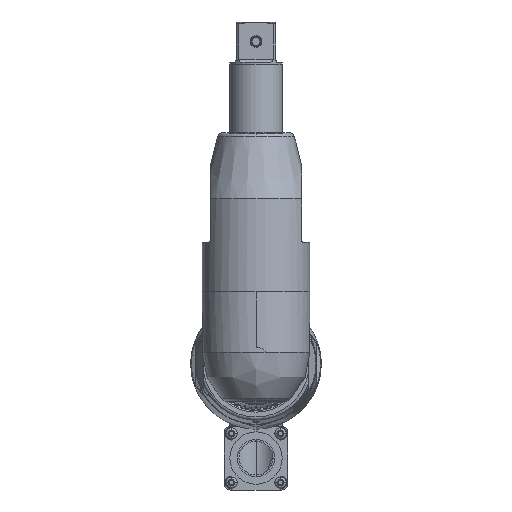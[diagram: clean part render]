
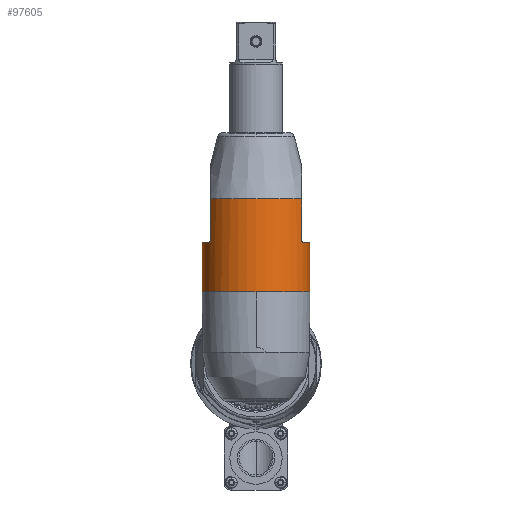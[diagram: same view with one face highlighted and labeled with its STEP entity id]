
A CAD part, left-side view. The second image highlights one B-rep face of the part: STEP entity #97605.
In plain terms, the highlighted cylindrical face has radius 26.162 mm (diameter 52.324 mm), a partial arc.
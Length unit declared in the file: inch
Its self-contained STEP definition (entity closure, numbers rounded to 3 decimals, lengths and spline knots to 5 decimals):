
#97199=DIRECTION('',(0.,0.,1.));
#97200=VECTOR('',#97199,0.801);
#97201=CARTESIAN_POINT('',(-18.78185,-0.8675,2.3505));
#97202=LINE('',#97201,#97200);
#97203=CARTESIAN_POINT('',(-18.78185,-0.8675,3.1515));
#97264=CARTESIAN_POINT('',(-18.23445,0.005,2.3205));
#97265=DIRECTION('',(0.,0.,1.));
#97266=DIRECTION('',(-0.482,-0.876,0.));
#97267=AXIS2_PLACEMENT_3D('',#97264,#97265,#97266);
#97269=DIRECTION('',(0.,0.,-1.));
#97270=VECTOR('',#97269,0.947);
#97271=CARTESIAN_POINT('',(-18.23445,-1.025,2.3205));
#97272=LINE('',#97271,#97270);
#97273=CARTESIAN_POINT('',(-18.23445,0.005,1.3735));
#97274=DIRECTION('',(0.,0.,-1.));
#97275=DIRECTION('',(0.,-1.,0.));
#97276=AXIS2_PLACEMENT_3D('',#97273,#97274,#97275);
#97278=DIRECTION('',(0.,0.,-1.));
#97279=VECTOR('',#97278,0.947);
#97280=CARTESIAN_POINT('',(-18.23445,1.035,2.3205));
#97281=LINE('',#97280,#97279);
#97282=CARTESIAN_POINT('',(-18.78185,0.8775,2.3505));
#97283=CARTESIAN_POINT('',(-18.78185,0.8775,2.34763));
#97284=CARTESIAN_POINT('',(-18.78055,0.87831,
2.34234));
#97285=CARTESIAN_POINT('',(-18.77614,0.88106,
2.33578));
#97286=CARTESIAN_POINT('',(-18.76981,0.88495,
2.33038));
#97287=CARTESIAN_POINT('',(-18.7623,0.88948,
2.32626));
#97288=CARTESIAN_POINT('',(-18.75323,0.89484,
2.32306));
#97289=CARTESIAN_POINT('',(-18.74273,0.90088,
2.321));
#97290=CARTESIAN_POINT('',(-18.73494,0.90524,2.3205));
#97291=CARTESIAN_POINT('',(-18.73083,0.9075,2.3205));
#97293=CARTESIAN_POINT('',(-18.23445,0.005,3.1515));
#97294=DIRECTION('',(0.,0.,-1.));
#97295=DIRECTION('',(-0.531,-0.847,0.));
#97296=AXIS2_PLACEMENT_3D('',#97293,#97294,#97295);
#97298=CARTESIAN_POINT('',(-18.73083,-0.8975,2.3205));
#97299=CARTESIAN_POINT('',(-18.73494,-0.89524,2.3205));
#97300=CARTESIAN_POINT('',(-18.74273,-0.89088,
2.321));
#97301=CARTESIAN_POINT('',(-18.75323,-0.88484,
2.32306));
#97302=CARTESIAN_POINT('',(-18.7623,-0.87948,
2.32626));
#97303=CARTESIAN_POINT('',(-18.76981,-0.87495,
2.33038));
#97304=CARTESIAN_POINT('',(-18.77614,-0.87106,
2.33578));
#97305=CARTESIAN_POINT('',(-18.78055,-0.86831,
2.34234));
#97306=CARTESIAN_POINT('',(-18.78185,-0.8675,2.34763));
#97307=CARTESIAN_POINT('',(-18.78185,-0.8675,2.3505));
#97314=CARTESIAN_POINT('',(-18.23445,0.005,2.3205));
#97315=DIRECTION('',(0.,0.,1.));
#97316=DIRECTION('',(0.,1.,0.));
#97317=AXIS2_PLACEMENT_3D('',#97314,#97315,#97316);
#97349=CARTESIAN_POINT('',(-18.78185,0.8775,3.1515));
#97351=DIRECTION('',(0.,0.,1.));
#97352=VECTOR('',#97351,0.801);
#97353=CARTESIAN_POINT('',(-18.78185,0.8775,2.3505));
#97354=LINE('',#97353,#97352);
#97416=CARTESIAN_POINT('',(-18.23445,-1.025,1.3735));
#97417=CARTESIAN_POINT('',(-18.23445,1.035,1.3735));
#97418=VERTEX_POINT('',#97416);
#97419=VERTEX_POINT('',#97417);
#97423=CARTESIAN_POINT('',(-18.23445,1.035,2.3205));
#97425=VERTEX_POINT('',#97423);
#97427=CARTESIAN_POINT('',(-18.73083,0.9075,2.3205));
#97428=VERTEX_POINT('',#97427);
#97429=CARTESIAN_POINT('',(-18.78185,0.8775,2.3505));
#97430=VERTEX_POINT('',#97429);
#97431=VERTEX_POINT('',#97349);
#97434=CARTESIAN_POINT('',(-18.23445,-1.025,2.3205));
#97436=VERTEX_POINT('',#97434);
#97439=VERTEX_POINT('',#97203);
#97440=CARTESIAN_POINT('',(-18.73083,-0.8975,2.3205));
#97441=VERTEX_POINT('',#97440);
#97442=VERTEX_POINT('',#97307);
#97582=CARTESIAN_POINT('',(-18.23445,0.005,0.74595));
#97583=DIRECTION('',(0.,0.,1.));
#97584=DIRECTION('',(0.,1.,0.));
#97585=AXIS2_PLACEMENT_3D('',#97582,#97583,#97584);
#97586=CYLINDRICAL_SURFACE('',#97585,1.03);
#97587=ORIENTED_EDGE('',*,*,#97575,.T.);
#97588=ORIENTED_EDGE('',*,*,#97564,.T.);
#97590=ORIENTED_EDGE('',*,*,#97589,.T.);
#97591=ORIENTED_EDGE('',*,*,#97560,.F.);
#97593=ORIENTED_EDGE('',*,*,#97592,.T.);
#97595=ORIENTED_EDGE('',*,*,#97594,.F.);
#97597=ORIENTED_EDGE('',*,*,#97596,.T.);
#97599=ORIENTED_EDGE('',*,*,#97598,.F.);
#97600=ORIENTED_EDGE('',*,*,#97530,.F.);
#97602=ORIENTED_EDGE('',*,*,#97601,.F.);
#97603=EDGE_LOOP('',(#97587,#97588,#97590,#97591,#97593,#97595,#97597,#97599,
#97600,#97602));
#97604=FACE_OUTER_BOUND('',#97603,.F.);
#97605=ADVANCED_FACE('',(#97604),#97586,.T.);
#97268=CIRCLE('',#97267,1.03);
#97277=CIRCLE('',#97276,1.03);
#97292=B_SPLINE_CURVE_WITH_KNOTS('',3,(#97282,#97283,#97284,#97285,#97286,
#97287,#97288,#97289,#97290,#97291),.UNSPECIFIED.,.F.,.F.,(4,1,1,1,1,1,1,4),(
0.,0.14286,0.28571,0.42857,0.57143,
0.71429,0.85714,1.),.UNSPECIFIED.);
#97297=CIRCLE('',#97296,1.03);
#97308=B_SPLINE_CURVE_WITH_KNOTS('',3,(#97298,#97299,#97300,#97301,#97302,
#97303,#97304,#97305,#97306,#97307),.UNSPECIFIED.,.F.,.F.,(4,1,1,1,1,1,1,4),(
0.,0.14286,0.28571,0.42857,0.57143,
0.71429,0.85714,1.),.UNSPECIFIED.);
#97318=CIRCLE('',#97317,1.03);
#97530=EDGE_CURVE('',#97442,#97439,#97202,.T.);
#97560=EDGE_CURVE('',#97425,#97419,#97281,.T.);
#97564=EDGE_CURVE('',#97436,#97418,#97272,.T.);
#97575=EDGE_CURVE('',#97441,#97436,#97268,.T.);
#97589=EDGE_CURVE('',#97418,#97419,#97277,.T.);
#97592=EDGE_CURVE('',#97425,#97428,#97318,.T.);
#97594=EDGE_CURVE('',#97430,#97428,#97292,.T.);
#97596=EDGE_CURVE('',#97430,#97431,#97354,.T.);
#97598=EDGE_CURVE('',#97439,#97431,#97297,.T.);
#97601=EDGE_CURVE('',#97441,#97442,#97308,.T.);
